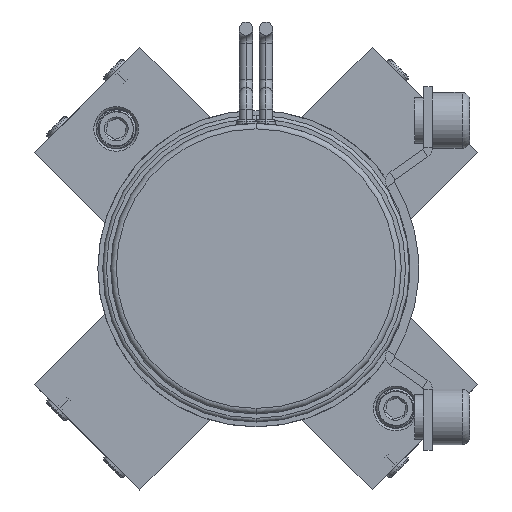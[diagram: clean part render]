
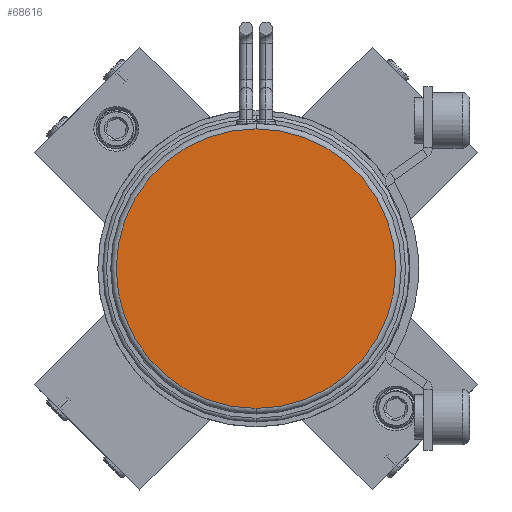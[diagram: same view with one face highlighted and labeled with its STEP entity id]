
A CAD part, left-side view. The second image highlights one B-rep face of the part: STEP entity #68616.
In plain terms, the highlighted planar face has unit normal (-1, 0, 0).
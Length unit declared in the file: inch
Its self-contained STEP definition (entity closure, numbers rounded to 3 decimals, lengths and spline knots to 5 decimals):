
#3922 = DIRECTION ( 'NONE',  ( 0., 0., -1. ) ) ;
#4010 = CARTESIAN_POINT ( 'NONE',  ( -10.341, 0., -1.8775 ) ) ;
#8329 = DIRECTION ( 'NONE',  ( 1., 0., 0. ) ) ;
#9370 = ORIENTED_EDGE ( 'NONE', *, *, #31823, .F. ) ;
#14998 = CARTESIAN_POINT ( 'NONE',  ( -10.341, 0., 0. ) ) ;
#18608 = CIRCLE ( 'NONE', #21879, 1.8775 ) ;
#19032 = CARTESIAN_POINT ( 'NONE',  ( -10.341, 0., 0. ) ) ;
#19197 = EDGE_LOOP ( 'NONE', ( #50263, #9370 ) ) ;
#21879 = AXIS2_PLACEMENT_3D ( 'NONE', #14998, #26517, #3922 ) ;
#24429 = DIRECTION ( 'NONE',  ( -1., 0., 0. ) ) ;
#25409 = DIRECTION ( 'NONE',  ( 0., 0., 1. ) ) ;
#25535 = DIRECTION ( 'NONE',  ( 0., 0., -1. ) ) ;
#26517 = DIRECTION ( 'NONE',  ( 1., 0., 0. ) ) ;
#31823 = EDGE_CURVE ( 'NONE', #68597, #51727, #66021, .T. ) ;
#41247 = PLANE ( 'NONE',  #71966 ) ;
#45747 = AXIS2_PLACEMENT_3D ( 'NONE', #59053, #8329, #25535 ) ;
#50263 = ORIENTED_EDGE ( 'NONE', *, *, #67778, .F. ) ;
#51727 = VERTEX_POINT ( 'NONE', #4010 ) ;
#52864 = FACE_OUTER_BOUND ( 'NONE', #19197, .T. ) ;
#59053 = CARTESIAN_POINT ( 'NONE',  ( -10.341, 0., 0. ) ) ;
#66021 = CIRCLE ( 'NONE', #45747, 1.8775 ) ;
#67778 = EDGE_CURVE ( 'NONE', #51727, #68597, #18608, .T. ) ;
#68597 = VERTEX_POINT ( 'NONE', #69304 ) ;
#68616 = ADVANCED_FACE ( 'NONE', ( #52864 ), #41247, .T. ) ;
#69304 = CARTESIAN_POINT ( 'NONE',  ( -10.341, 0., 1.8775 ) ) ;
#71966 = AXIS2_PLACEMENT_3D ( 'NONE', #19032, #24429, #25409 ) ;
